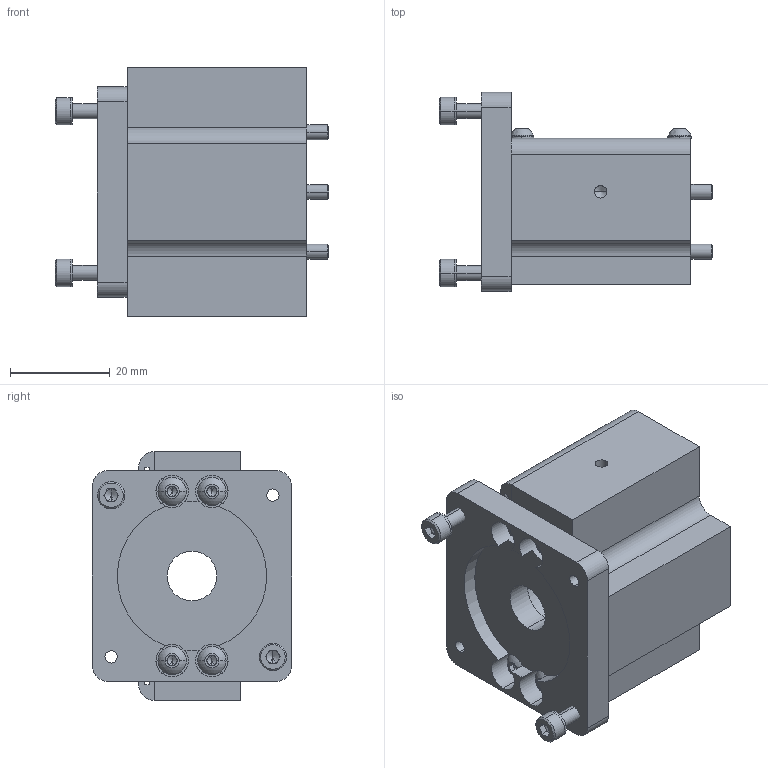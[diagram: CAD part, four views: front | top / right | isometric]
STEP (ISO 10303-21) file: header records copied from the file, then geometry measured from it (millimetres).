
FILE_DESCRIPTION (( 'STEP AP203' ), '1' );
FILE_NAME ('LAHP-201-25MTRBKT.step', '2020-12-21T12:09:42', ( '' ), ( '' ), 'SwSTEP 2.0', 'SolidWorks 2019', '' );
FILE_SCHEMA (( 'CONFIG_CONTROL_DESIGN' ));
Length unit declared in the file: millimetre
Products named in the file (1): LAHP-201-25MTRBKT
Bounding box: 55 x 40 x 50 mm (x, y, z)
Volume: 33544.1 mm3; surface area: 23768.5 mm2
Topology: 29 solids, 33 shells, 640 faces, 1537 edges, 951 vertices
Faces by surface type: plane 277, cylinder 215, cone 102, bspline 30, torus 8, sphere 8
Entity records: 25210 total; most frequent: CARTESIAN_POINT 10155, DIRECTION 3235, ORIENTED_EDGE 3006, EDGE_CURVE 1503, AXIS2_PLACEMENT_3D 1249, VERTEX_POINT 951, EDGE_LOOP 752, LINE 737
